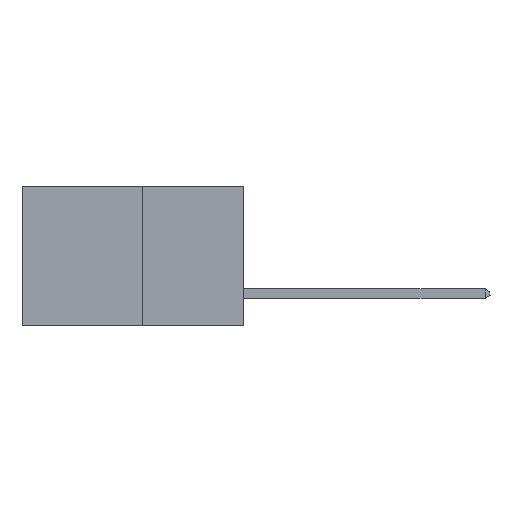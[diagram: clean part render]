
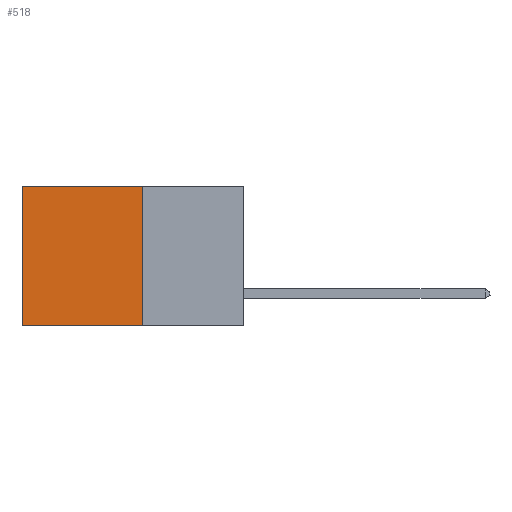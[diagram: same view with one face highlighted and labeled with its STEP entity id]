
A CAD part, left-side view. The second image highlights one B-rep face of the part: STEP entity #518.
In plain terms, the highlighted planar face has unit normal (-1, 0, 0).
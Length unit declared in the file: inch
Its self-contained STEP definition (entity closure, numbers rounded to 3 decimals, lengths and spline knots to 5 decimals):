
#518 = ADVANCED_FACE ( 'NONE', ( #5275 ), #19588, .F. ) ;
#942 = ORIENTED_EDGE ( 'NONE', *, *, #16648, .T. ) ;
#1570 = LINE ( 'NONE', #16244, #12583 ) ;
#2506 = DIRECTION ( 'NONE',  ( 1., 0., 0. ) ) ;
#2528 = CARTESIAN_POINT ( 'NONE',  ( 0.277, 0.59, 0. ) ) ;
#3706 = LINE ( 'NONE', #4697, #19556 ) ;
#4401 = CARTESIAN_POINT ( 'NONE',  ( 0.277, 0.27, 0. ) ) ;
#4490 = EDGE_CURVE ( 'NONE', #12153, #19308, #1570, .T. ) ;
#4697 = CARTESIAN_POINT ( 'NONE',  ( 0.277, 0.27, 0. ) ) ;
#5275 = FACE_OUTER_BOUND ( 'NONE', #11111, .T. ) ;
#5794 = LINE ( 'NONE', #19372, #22829 ) ;
#6118 = DIRECTION ( 'NONE',  ( 0., 0., -1. ) ) ;
#6438 = VERTEX_POINT ( 'NONE', #4401 ) ;
#7124 = CARTESIAN_POINT ( 'NONE',  ( 0.277, 0.27, -0.37 ) ) ;
#8750 = AXIS2_PLACEMENT_3D ( 'NONE', #7124, #2506, #13973 ) ;
#8767 = DIRECTION ( 'NONE',  ( 0., 0., -1. ) ) ;
#10736 = LINE ( 'NONE', #18902, #21304 ) ;
#11111 = EDGE_LOOP ( 'NONE', ( #942, #23659, #15039, #27167 ) ) ;
#12153 = VERTEX_POINT ( 'NONE', #12459 ) ;
#12459 = CARTESIAN_POINT ( 'NONE',  ( 0.277, 0.27, -0.37 ) ) ;
#12583 = VECTOR ( 'NONE', #15935, 39.37008 ) ;
#13973 = DIRECTION ( 'NONE',  ( 0., 0., -1. ) ) ;
#14423 = VERTEX_POINT ( 'NONE', #2528 ) ;
#15039 = ORIENTED_EDGE ( 'NONE', *, *, #26142, .F. ) ;
#15935 = DIRECTION ( 'NONE',  ( 0., 1., 0. ) ) ;
#16244 = CARTESIAN_POINT ( 'NONE',  ( 0.277, 0.27, -0.37 ) ) ;
#16648 = EDGE_CURVE ( 'NONE', #14423, #19308, #5794, .T. ) ;
#16772 = EDGE_CURVE ( 'NONE', #6438, #14423, #3706, .T. ) ;
#18902 = CARTESIAN_POINT ( 'NONE',  ( 0.277, 0.27, -0.37 ) ) ;
#19308 = VERTEX_POINT ( 'NONE', #23933 ) ;
#19372 = CARTESIAN_POINT ( 'NONE',  ( 0.277, 0.59, -0.37 ) ) ;
#19556 = VECTOR ( 'NONE', #26021, 39.37008 ) ;
#19588 = PLANE ( 'NONE',  #8750 ) ;
#21304 = VECTOR ( 'NONE', #6118, 39.37008 ) ;
#22829 = VECTOR ( 'NONE', #8767, 39.37008 ) ;
#23659 = ORIENTED_EDGE ( 'NONE', *, *, #4490, .F. ) ;
#23933 = CARTESIAN_POINT ( 'NONE',  ( 0.277, 0.59, -0.37 ) ) ;
#26021 = DIRECTION ( 'NONE',  ( 0., 1., 0. ) ) ;
#26142 = EDGE_CURVE ( 'NONE', #6438, #12153, #10736, .T. ) ;
#27167 = ORIENTED_EDGE ( 'NONE', *, *, #16772, .T. ) ;
